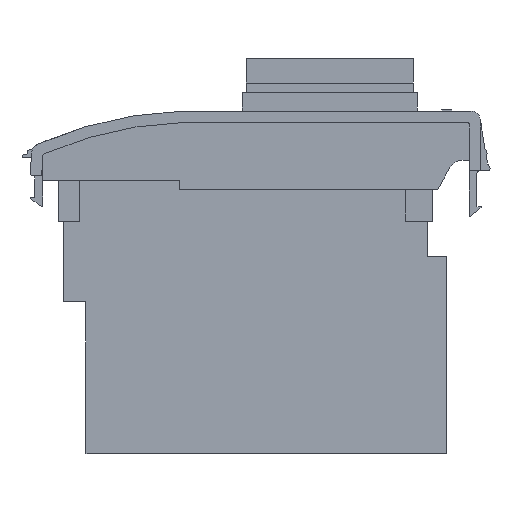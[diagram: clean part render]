
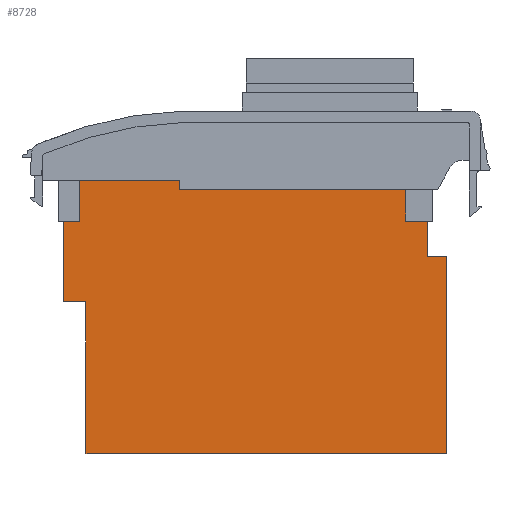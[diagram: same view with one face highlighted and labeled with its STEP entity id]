
A CAD part, left-side view. The second image highlights one B-rep face of the part: STEP entity #8728.
In plain terms, the highlighted planar face has unit normal (-1, 0, 0).
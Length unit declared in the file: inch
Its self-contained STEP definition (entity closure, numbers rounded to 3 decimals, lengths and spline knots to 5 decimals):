
#41 = VERTEX_POINT ( 'NONE', #3551 ) ;
#72 = EDGE_CURVE ( 'NONE', #486, #3126, #3592, .T. ) ;
#77 = VERTEX_POINT ( 'NONE', #3583 ) ;
#294 = VERTEX_POINT ( 'NONE', #4579 ) ;
#371 = VERTEX_POINT ( 'NONE', #4701 ) ;
#373 = EDGE_CURVE ( 'NONE', #371, #294, #4700, .T. ) ;
#386 = EDGE_CURVE ( 'NONE', #3126, #404, #4734, .T. ) ;
#402 = EDGE_CURVE ( 'NONE', #404, #371, #4773, .T. ) ;
#404 = VERTEX_POINT ( 'NONE', #4760 ) ;
#483 = EDGE_CURVE ( 'NONE', #41, #486, #5029, .T. ) ;
#486 = VERTEX_POINT ( 'NONE', #5025 ) ;
#491 = VERTEX_POINT ( 'NONE', #5062 ) ;
#492 = EDGE_CURVE ( 'NONE', #491, #77, #5061, .T. ) ;
#521 = EDGE_CURVE ( 'NONE', #77, #41, #5155, .T. ) ;
#1610 = EDGE_CURVE ( 'NONE', #8746, #16443, #8865, .T. ) ;
#1623 = ORIENTED_EDGE ( 'NONE', *, *, #521, .F. ) ;
#1681 = ORIENTED_EDGE ( 'NONE', *, *, #8681, .F. ) ;
#1682 = ORIENTED_EDGE ( 'NONE', *, *, #8687, .F. ) ;
#1683 = ORIENTED_EDGE ( 'NONE', *, *, #492, .F. ) ;
#1756 = ORIENTED_EDGE ( 'NONE', *, *, #8686, .F. ) ;
#1758 = ORIENTED_EDGE ( 'NONE', *, *, #1610, .F. ) ;
#3126 = VERTEX_POINT ( 'NONE', #13197 ) ;
#3551 = CARTESIAN_POINT ( 'NONE',  ( 1.83506, 3.84348, -0.39 ) ) ;
#3583 = CARTESIAN_POINT ( 'NONE',  ( 1.83506, 3.84348, -1.39 ) ) ;
#3589 = DIRECTION ( 'NONE',  ( 0., 0., 1. ) ) ;
#3590 = VECTOR ( 'NONE', #3589, 39.37008 ) ;
#3591 = CARTESIAN_POINT ( 'NONE',  ( 1.83506, 3.99348, 0.64 ) ) ;
#3592 = LINE ( 'NONE', #3591, #3590 ) ;
#4579 = CARTESIAN_POINT ( 'NONE',  ( 1.83506, 1.73848, 0.35 ) ) ;
#4697 = DIRECTION ( 'NONE',  ( 0., -1., 0. ) ) ;
#4698 = VECTOR ( 'NONE', #4697, 39.37008 ) ;
#4699 = CARTESIAN_POINT ( 'NONE',  ( 1.83506, 1.52916, 0.35 ) ) ;
#4700 = LINE ( 'NONE', #4699, #4698 ) ;
#4701 = CARTESIAN_POINT ( 'NONE',  ( 1.83506, 3.22916, 0.35 ) ) ;
#4731 = DIRECTION ( 'NONE',  ( 0., -1., 0. ) ) ;
#4732 = VECTOR ( 'NONE', #4731, 39.37008 ) ;
#4733 = CARTESIAN_POINT ( 'NONE',  ( 1.83506, 3.22916, 0.41 ) ) ;
#4734 = LINE ( 'NONE', #4733, #4732 ) ;
#4760 = CARTESIAN_POINT ( 'NONE',  ( 1.83506, 3.22916, 0.41 ) ) ;
#4765 = DIRECTION ( 'NONE',  ( 0., 0., -1. ) ) ;
#4766 = VECTOR ( 'NONE', #4765, 39.37008 ) ;
#4767 = CARTESIAN_POINT ( 'NONE',  ( 1.83506, 3.22916, 0.35 ) ) ;
#4773 = LINE ( 'NONE', #4767, #4766 ) ;
#5025 = CARTESIAN_POINT ( 'NONE',  ( 1.83506, 3.99348, -0.39 ) ) ;
#5026 = DIRECTION ( 'NONE',  ( 0., 1., 0. ) ) ;
#5027 = VECTOR ( 'NONE', #5026, 39.37008 ) ;
#5028 = CARTESIAN_POINT ( 'NONE',  ( 1.83506, 3.99348, -0.39 ) ) ;
#5029 = LINE ( 'NONE', #5028, #5027 ) ;
#5058 = DIRECTION ( 'NONE',  ( 0., 1., 0. ) ) ;
#5059 = VECTOR ( 'NONE', #5058, 39.37008 ) ;
#5060 = CARTESIAN_POINT ( 'NONE',  ( 1.83506, 1.46848, -1.39 ) ) ;
#5061 = LINE ( 'NONE', #5060, #5059 ) ;
#5062 = CARTESIAN_POINT ( 'NONE',  ( 1.83506, 1.46848, -1.39 ) ) ;
#5152 = DIRECTION ( 'NONE',  ( 0., 0., 1. ) ) ;
#5153 = VECTOR ( 'NONE', #5152, 39.37008 ) ;
#5154 = CARTESIAN_POINT ( 'NONE',  ( 1.83506, 3.84348, -0.39 ) ) ;
#5155 = LINE ( 'NONE', #5154, #5153 ) ;
#8681 = EDGE_CURVE ( 'NONE', #8683, #8696, #14288, .T. ) ;
#8683 = VERTEX_POINT ( 'NONE', #14280 ) ;
#8686 = EDGE_CURVE ( 'NONE', #16443, #8683, #14278, .T. ) ;
#8687 = EDGE_CURVE ( 'NONE', #8696, #491, #14274, .T. ) ;
#8696 = VERTEX_POINT ( 'NONE', #14323 ) ;
#8718 = EDGE_CURVE ( 'NONE', #8746, #294, #14347, .T. ) ;
#8724 = ORIENTED_EDGE ( 'NONE', *, *, #386, .F. ) ;
#8726 = ORIENTED_EDGE ( 'NONE', *, *, #72, .F. ) ;
#8728 = ADVANCED_FACE ( 'NONE', ( #14338 ), #14386, .T. ) ;
#8734 = EDGE_LOOP ( 'NONE', ( #8736, #8743, #8735, #8724, #8726, #8741, #1623, #1683, #1682, #1681, #1756, #1758 ) ) ;
#8735 = ORIENTED_EDGE ( 'NONE', *, *, #402, .F. ) ;
#8736 = ORIENTED_EDGE ( 'NONE', *, *, #8718, .T. ) ;
#8741 = ORIENTED_EDGE ( 'NONE', *, *, #483, .F. ) ;
#8743 = ORIENTED_EDGE ( 'NONE', *, *, #373, .F. ) ;
#8746 = VERTEX_POINT ( 'NONE', #14419 ) ;
#8862 = DIRECTION ( 'NONE',  ( 0., -1., 0. ) ) ;
#8863 = VECTOR ( 'NONE', #8862, 39.37008 ) ;
#8864 = CARTESIAN_POINT ( 'NONE',  ( 1.83506, 3.84348, 0.14 ) ) ;
#8865 = LINE ( 'NONE', #8864, #8863 ) ;
#13197 = CARTESIAN_POINT ( 'NONE',  ( 1.83506, 3.99348, 0.41 ) ) ;
#14271 = DIRECTION ( 'NONE',  ( 0., 0., -1. ) ) ;
#14272 = VECTOR ( 'NONE', #14271, 39.37008 ) ;
#14273 = CARTESIAN_POINT ( 'NONE',  ( 1.83506, 1.46848, -0.09 ) ) ;
#14274 = LINE ( 'NONE', #14273, #14272 ) ;
#14275 = DIRECTION ( 'NONE',  ( 0., 0., -1. ) ) ;
#14276 = VECTOR ( 'NONE', #14275, 39.37008 ) ;
#14277 = CARTESIAN_POINT ( 'NONE',  ( 1.83506, 1.59848, -0.09 ) ) ;
#14278 = LINE ( 'NONE', #14277, #14276 ) ;
#14280 = CARTESIAN_POINT ( 'NONE',  ( 1.83506, 1.59848, -0.09 ) ) ;
#14285 = DIRECTION ( 'NONE',  ( 0., -1., 0. ) ) ;
#14286 = VECTOR ( 'NONE', #14285, 39.37008 ) ;
#14287 = CARTESIAN_POINT ( 'NONE',  ( 1.83506, 1.46848, -0.09 ) ) ;
#14288 = LINE ( 'NONE', #14287, #14286 ) ;
#14323 = CARTESIAN_POINT ( 'NONE',  ( 1.83506, 1.46848, -0.09 ) ) ;
#14338 = FACE_OUTER_BOUND ( 'NONE', #8734, .T. ) ;
#14344 = DIRECTION ( 'NONE',  ( 0., 0., 1. ) ) ;
#14345 = VECTOR ( 'NONE', #14344, 39.37008 ) ;
#14346 = CARTESIAN_POINT ( 'NONE',  ( 1.83506, 1.73848, 0.14 ) ) ;
#14347 = LINE ( 'NONE', #14346, #14345 ) ;
#14382 = DIRECTION ( 'NONE',  ( 0., 0., 1. ) ) ;
#14383 = DIRECTION ( 'NONE',  ( -1., 0., 0. ) ) ;
#14384 = CARTESIAN_POINT ( 'NONE',  ( 1.83506, 3.84348, -1.39 ) ) ;
#14385 = AXIS2_PLACEMENT_3D ( 'NONE', #14384, #14383, #14382 ) ;
#14386 = PLANE ( 'NONE',  #14385 ) ;
#14419 = CARTESIAN_POINT ( 'NONE',  ( 1.83506, 1.73848, 0.14 ) ) ;
#14874 = CARTESIAN_POINT ( 'NONE',  ( 1.83506, 1.59848, 0.14 ) ) ;
#16443 = VERTEX_POINT ( 'NONE', #14874 ) ;
